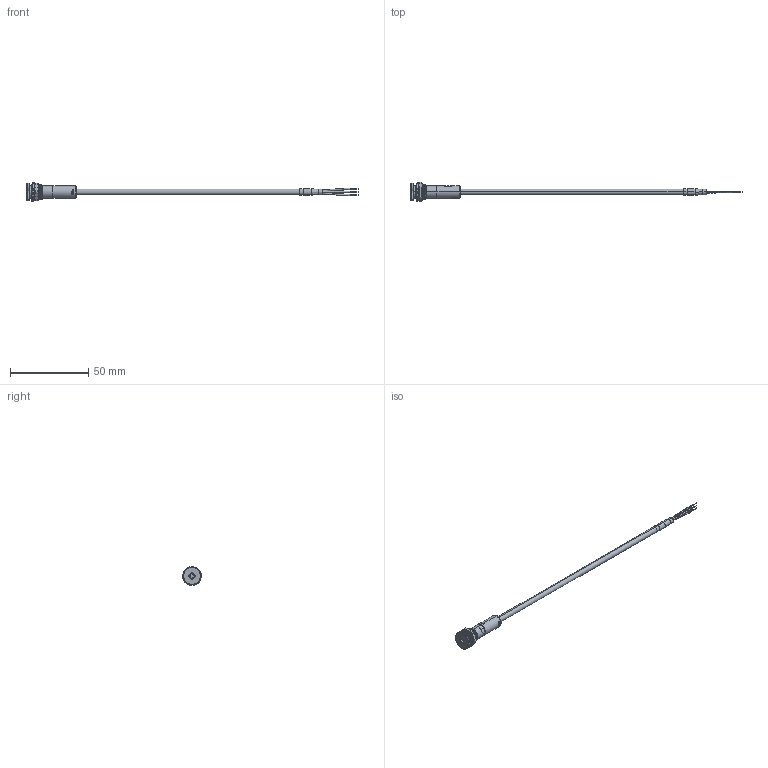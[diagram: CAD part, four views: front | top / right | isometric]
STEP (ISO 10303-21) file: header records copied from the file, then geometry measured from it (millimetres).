
FILE_DESCRIPTION (( 'STEP AP203' ), '1' );
FILE_NAME ('10-02843_revA.STEP', '2019-09-10T18:06:33', ( '' ), ( '' ), 'SwSTEP 2.0', 'SolidWorks 2015', '' );
FILE_SCHEMA (( 'CONFIG_CONTROL_DESIGN' ));
Length unit declared in the file: millimetre
Products named in the file (12): 24-00241; 54-00080 - Solder Tab 4_Solder tab; 54-00080 - Shell_Shell; 54-00080 - Barrel Contact 4_Barrel contact; 30-00177_15 mm heat shrink; 56-00004_Nut; 54-00080 - Spring Contact 1_Spring contact; 54-00080; 10-02843_revA; 56-00005_Split washer; 54-00080 - Insulator 1_Insulator; 54-00080 - Insulator 2_Insulator
Assembly tree (11 placements, depth 3):
  10-02843_revA
    24-00241
    54-00080
      54-00080 - Insulator 2_Insulator
      54-00080 - Spring Contact 1_Spring contact
      54-00080 - Insulator 1_Insulator
      54-00080 - Barrel Contact 4_Barrel contact
      54-00080 - Solder Tab 4_Solder tab
      56-00004_Nut
      54-00080 - Shell_Shell
      56-00005_Split washer
    30-00177_15 mm heat shrink
Bounding box: 212.25 x 12.7 x 12 mm (x, y, z)
Volume: 3599.2 mm3; surface area: 17121.4 mm2
Topology: 101 solids, 101 shells, 1104 faces, 2647 edges, 1753 vertices
Faces by surface type: plane 514, cylinder 480, bspline 92, cone 16, torus 2
Entity records: 41232 total; most frequent: CARTESIAN_POINT 14771, ORIENTED_EDGE 5288, DIRECTION 4987, EDGE_CURVE 2644, AXIS2_PLACEMENT_3D 1950, VERTEX_POINT 1753, EDGE_LOOP 1257, FACE_OUTER_BOUND 1104
